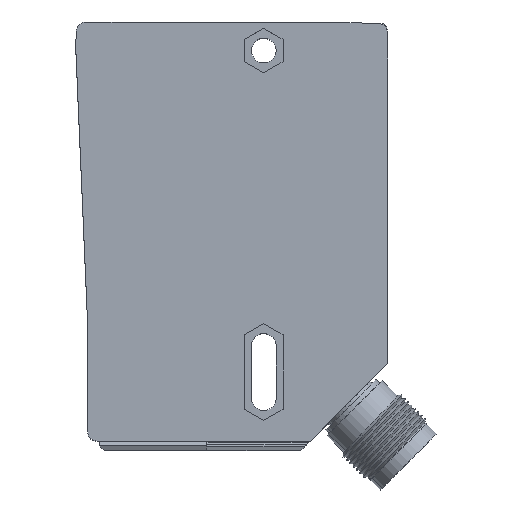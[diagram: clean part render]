
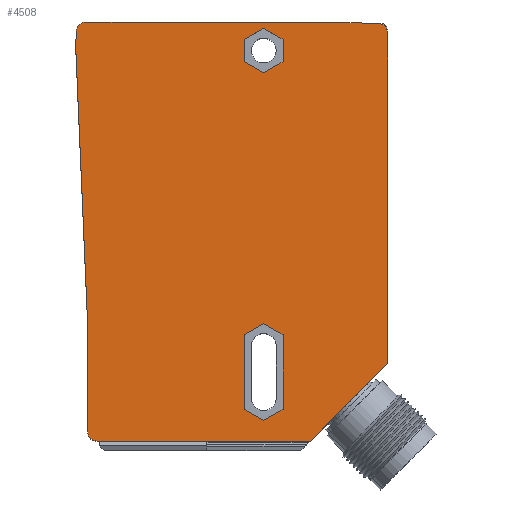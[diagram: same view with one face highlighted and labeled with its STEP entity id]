
A CAD part, top view. The second image highlights one B-rep face of the part: STEP entity #4508.
In plain terms, the highlighted planar face has unit normal (0, 0, 1).
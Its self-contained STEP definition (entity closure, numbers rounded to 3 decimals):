
#522=DIRECTION('',(-0.707,-0.707,0.));
#523=VECTOR('',#522,23.);
#524=CARTESIAN_POINT('',(33.,-49.737,12.9));
#525=LINE('',#524,#523);
#526=DIRECTION('',(-1.,0.,0.));
#527=VECTOR('',#526,44.737);
#528=CARTESIAN_POINT('',(16.737,-66.,12.9));
#529=LINE('',#528,#527);
#530=CARTESIAN_POINT('',(-28.,-64.,12.9));
#531=DIRECTION('',(0.,0.,-1.));
#532=DIRECTION('',(0.,-1.,0.));
#533=AXIS2_PLACEMENT_3D('',#530,#531,#532);
#535=DIRECTION('',(0.,1.,0.));
#536=VECTOR('',#535,23.);
#537=CARTESIAN_POINT('',(-30.,-64.,12.9));
#538=LINE('',#537,#536);
#539=DIRECTION('',(-0.043,0.999,0.));
#540=VECTOR('',#539,58.054);
#541=CARTESIAN_POINT('',(-30.,-41.,12.9));
#542=LINE('',#541,#540);
#543=DIRECTION('',(0.052,0.999,0.));
#544=VECTOR('',#543,3.109);
#545=CARTESIAN_POINT('',(-32.5,17.,12.9));
#546=LINE('',#545,#544);
#547=CARTESIAN_POINT('',(-30.34,20.,12.9));
#548=DIRECTION('',(0.,0.,-1.));
#549=DIRECTION('',(-0.999,0.052,0.));
#550=AXIS2_PLACEMENT_3D('',#547,#548,#549);
#552=DIRECTION('',(1.,0.,0.));
#553=VECTOR('',#552,49.94);
#554=CARTESIAN_POINT('',(-30.34,22.,12.9));
#555=LINE('',#554,#553);
#556=DIRECTION('',(1.,-0.026,0.));
#557=VECTOR('',#556,11.456);
#558=CARTESIAN_POINT('',(19.6,22.,12.9));
#559=LINE('',#558,#557);
#560=CARTESIAN_POINT('',(31.,19.701,12.9));
#561=DIRECTION('',(0.,0.,-1.));
#562=DIRECTION('',(0.026,1.,0.));
#563=AXIS2_PLACEMENT_3D('',#560,#561,#562);
#565=DIRECTION('',(0.,-1.,0.));
#566=VECTOR('',#565,69.437);
#567=CARTESIAN_POINT('',(33.,19.701,12.9));
#568=LINE('',#567,#566);
#569=DIRECTION('',(-0.866,-0.5,0.));
#570=VECTOR('',#569,4.677);
#571=CARTESIAN_POINT('',(7.,20.677,12.9));
#572=LINE('',#571,#570);
#573=DIRECTION('',(0.866,-0.5,0.));
#574=VECTOR('',#573,4.677);
#575=CARTESIAN_POINT('',(2.95,13.662,12.9));
#576=LINE('',#575,#574);
#577=DIRECTION('',(0.866,0.5,0.));
#578=VECTOR('',#577,4.677);
#579=CARTESIAN_POINT('',(7.,11.323,12.9));
#580=LINE('',#579,#578);
#581=DIRECTION('',(-0.866,0.5,0.));
#582=VECTOR('',#581,4.677);
#583=CARTESIAN_POINT('',(11.05,18.338,12.9));
#584=LINE('',#583,#582);
#585=DIRECTION('',(0.866,0.5,0.));
#586=VECTOR('',#585,4.677);
#587=CARTESIAN_POINT('',(7.,-61.677,12.9));
#588=LINE('',#587,#586);
#589=DIRECTION('',(-0.866,0.5,0.));
#590=VECTOR('',#589,4.677);
#591=CARTESIAN_POINT('',(11.05,-43.662,12.9));
#592=LINE('',#591,#590);
#593=DIRECTION('',(-0.866,-0.5,0.));
#594=VECTOR('',#593,4.677);
#595=CARTESIAN_POINT('',(7.,-41.323,12.9));
#596=LINE('',#595,#594);
#597=DIRECTION('',(0.866,-0.5,0.));
#598=VECTOR('',#597,4.677);
#599=CARTESIAN_POINT('',(2.95,-59.338,12.9));
#600=LINE('',#599,#598);
#685=DIRECTION('',(0.,-1.,0.));
#686=VECTOR('',#685,4.677);
#687=CARTESIAN_POINT('',(11.05,18.338,12.9));
#688=LINE('',#687,#686);
#701=DIRECTION('',(0.,1.,0.));
#702=VECTOR('',#701,4.677);
#703=CARTESIAN_POINT('',(2.95,13.662,12.9));
#704=LINE('',#703,#702);
#817=DIRECTION('',(0.,1.,0.));
#818=VECTOR('',#817,15.677);
#819=CARTESIAN_POINT('',(2.95,-59.338,12.9));
#820=LINE('',#819,#818);
#833=DIRECTION('',(0.,-1.,0.));
#834=VECTOR('',#833,15.677);
#835=CARTESIAN_POINT('',(11.05,-43.662,12.9));
#836=LINE('',#835,#834);
#3151=CARTESIAN_POINT('',(7.,20.677,12.9));
#3152=CARTESIAN_POINT('',(2.95,18.338,12.9));
#3153=VERTEX_POINT('',#3151);
#3154=VERTEX_POINT('',#3152);
#3155=CARTESIAN_POINT('',(2.95,13.662,12.9));
#3156=VERTEX_POINT('',#3155);
#3157=CARTESIAN_POINT('',(7.,11.323,12.9));
#3158=VERTEX_POINT('',#3157);
#3159=CARTESIAN_POINT('',(11.05,13.662,12.9));
#3160=VERTEX_POINT('',#3159);
#3161=CARTESIAN_POINT('',(11.05,18.338,12.9));
#3162=VERTEX_POINT('',#3161);
#3163=CARTESIAN_POINT('',(7.,-61.677,12.9));
#3164=CARTESIAN_POINT('',(11.05,-59.338,12.9));
#3165=VERTEX_POINT('',#3163);
#3166=VERTEX_POINT('',#3164);
#3167=CARTESIAN_POINT('',(11.05,-43.662,12.9));
#3168=VERTEX_POINT('',#3167);
#3169=CARTESIAN_POINT('',(7.,-41.323,12.9));
#3170=VERTEX_POINT('',#3169);
#3171=CARTESIAN_POINT('',(2.95,-43.662,12.9));
#3172=VERTEX_POINT('',#3171);
#3173=CARTESIAN_POINT('',(2.95,-59.338,12.9));
#3174=VERTEX_POINT('',#3173);
#3388=CARTESIAN_POINT('',(19.6,22.,12.9));
#3389=CARTESIAN_POINT('',(31.052,21.7,12.9));
#3390=VERTEX_POINT('',#3388);
#3391=VERTEX_POINT('',#3389);
#3392=CARTESIAN_POINT('',(33.,19.701,12.9));
#3393=VERTEX_POINT('',#3392);
#3394=CARTESIAN_POINT('',(33.,-49.737,12.9));
#3395=VERTEX_POINT('',#3394);
#3396=CARTESIAN_POINT('',(16.737,-66.,12.9));
#3397=VERTEX_POINT('',#3396);
#3398=CARTESIAN_POINT('',(-30.,-64.,12.9));
#3399=CARTESIAN_POINT('',(-30.,-41.,12.9));
#3400=VERTEX_POINT('',#3398);
#3401=VERTEX_POINT('',#3399);
#3402=CARTESIAN_POINT('',(-32.5,17.,12.9));
#3403=VERTEX_POINT('',#3402);
#3404=CARTESIAN_POINT('',(-32.337,20.105,12.9));
#3405=VERTEX_POINT('',#3404);
#3406=CARTESIAN_POINT('',(-30.34,22.,12.9));
#3407=VERTEX_POINT('',#3406);
#3432=CARTESIAN_POINT('',(-28.,-66.,12.9));
#3433=VERTEX_POINT('',#3432);
#4455=CARTESIAN_POINT('',(0.,-66.,12.9));
#4456=DIRECTION('',(0.,0.,1.));
#4457=DIRECTION('',(1.,0.,0.));
#4458=AXIS2_PLACEMENT_3D('',#4455,#4456,#4457);
#4459=PLANE('',#4458);
#4460=ORIENTED_EDGE('',*,*,#3582,.T.);
#4461=ORIENTED_EDGE('',*,*,#3648,.T.);
#4463=ORIENTED_EDGE('',*,*,#4462,.T.);
#4465=ORIENTED_EDGE('',*,*,#4464,.T.);
#4467=ORIENTED_EDGE('',*,*,#4466,.T.);
#4469=ORIENTED_EDGE('',*,*,#4468,.T.);
#4471=ORIENTED_EDGE('',*,*,#4470,.T.);
#4473=ORIENTED_EDGE('',*,*,#4472,.T.);
#4475=ORIENTED_EDGE('',*,*,#4474,.T.);
#4476=ORIENTED_EDGE('',*,*,#4427,.T.);
#4477=ORIENTED_EDGE('',*,*,#4404,.T.);
#4478=EDGE_LOOP('',(#4460,#4461,#4463,#4465,#4467,#4469,#4471,#4473,#4475,#4476,
#4477));
#4479=FACE_OUTER_BOUND('',#4478,.F.);
#4481=ORIENTED_EDGE('',*,*,#4480,.T.);
#4483=ORIENTED_EDGE('',*,*,#4482,.F.);
#4485=ORIENTED_EDGE('',*,*,#4484,.T.);
#4487=ORIENTED_EDGE('',*,*,#4486,.T.);
#4489=ORIENTED_EDGE('',*,*,#4488,.F.);
#4491=ORIENTED_EDGE('',*,*,#4490,.T.);
#4492=EDGE_LOOP('',(#4481,#4483,#4485,#4487,#4489,#4491));
#4493=FACE_BOUND('',#4492,.F.);
#4495=ORIENTED_EDGE('',*,*,#4494,.T.);
#4497=ORIENTED_EDGE('',*,*,#4496,.F.);
#4499=ORIENTED_EDGE('',*,*,#4498,.T.);
#4501=ORIENTED_EDGE('',*,*,#4500,.T.);
#4503=ORIENTED_EDGE('',*,*,#4502,.F.);
#4505=ORIENTED_EDGE('',*,*,#4504,.T.);
#4506=EDGE_LOOP('',(#4495,#4497,#4499,#4501,#4503,#4505));
#4507=FACE_BOUND('',#4506,.F.);
#4508=ADVANCED_FACE('',(#4479,#4493,#4507),#4459,.T.);
#534=CIRCLE('',#533,2.);
#551=CIRCLE('',#550,2.);
#564=CIRCLE('',#563,2.);
#3582=EDGE_CURVE('',#3395,#3397,#525,.T.);
#3648=EDGE_CURVE('',#3397,#3433,#529,.T.);
#4404=EDGE_CURVE('',#3393,#3395,#568,.T.);
#4427=EDGE_CURVE('',#3391,#3393,#564,.T.);
#4462=EDGE_CURVE('',#3433,#3400,#534,.T.);
#4464=EDGE_CURVE('',#3400,#3401,#538,.T.);
#4466=EDGE_CURVE('',#3401,#3403,#542,.T.);
#4468=EDGE_CURVE('',#3403,#3405,#546,.T.);
#4470=EDGE_CURVE('',#3405,#3407,#551,.T.);
#4472=EDGE_CURVE('',#3407,#3390,#555,.T.);
#4474=EDGE_CURVE('',#3390,#3391,#559,.T.);
#4480=EDGE_CURVE('',#3153,#3154,#572,.T.);
#4482=EDGE_CURVE('',#3156,#3154,#704,.T.);
#4484=EDGE_CURVE('',#3156,#3158,#576,.T.);
#4486=EDGE_CURVE('',#3158,#3160,#580,.T.);
#4488=EDGE_CURVE('',#3162,#3160,#688,.T.);
#4490=EDGE_CURVE('',#3162,#3153,#584,.T.);
#4494=EDGE_CURVE('',#3165,#3166,#588,.T.);
#4496=EDGE_CURVE('',#3168,#3166,#836,.T.);
#4498=EDGE_CURVE('',#3168,#3170,#592,.T.);
#4500=EDGE_CURVE('',#3170,#3172,#596,.T.);
#4502=EDGE_CURVE('',#3174,#3172,#820,.T.);
#4504=EDGE_CURVE('',#3174,#3165,#600,.T.);
